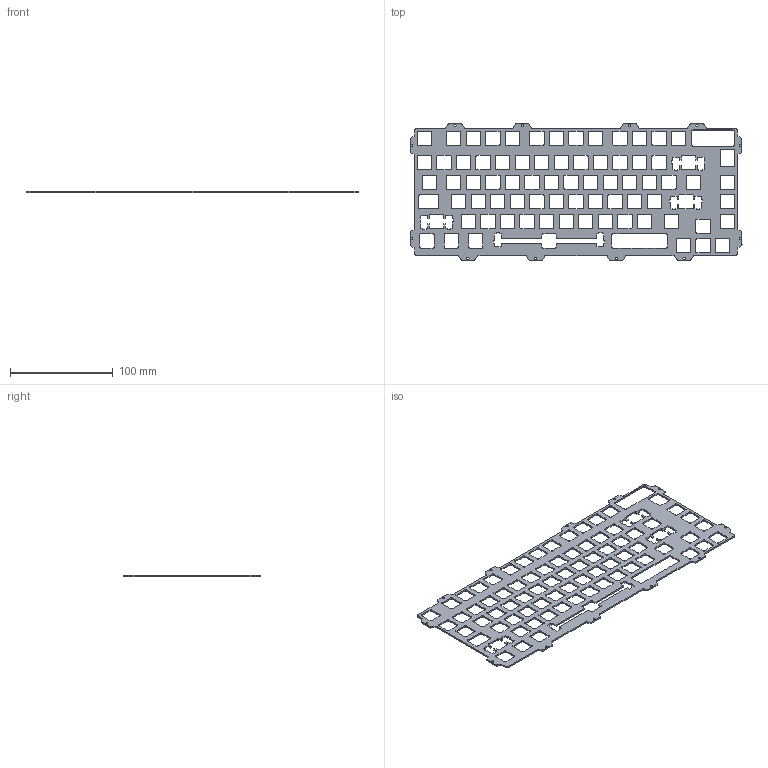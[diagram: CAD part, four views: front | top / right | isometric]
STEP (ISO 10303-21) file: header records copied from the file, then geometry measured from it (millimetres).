
FILE_DESCRIPTION(/* description */ (''),/* implementation_level */ '2;1');
FILE_NAME(/* name */ 'S75_ANSI_625_WK_BKSP_1.5mm.step',/* time_stamp */ '2024-01-11T20:36:48Z',/* author */ (''),/* organization */ (''),/* preprocessor_version */ 'ST-DEVELOPER v20',/* originating_system */ 'Autodesk Translation Framework v12.14.0.127',/* authorisation */ '');
FILE_SCHEMA (('AUTOMOTIVE_DESIGN { 1 0 10303 214 3 1 1 }'));
Length unit declared in the file: millimetre
Products named in the file (1): (Unsaved)
Bounding box: 323.38 x 132.89 x 1.5 mm (x, y, z)
Volume: 32770.3 mm3; surface area: 52620.4 mm2
Topology: 1 solids, 1 shells, 900 faces, 2694 edges, 1796 vertices
Faces by surface type: plane 508, cylinder 392
Full cylindrical faces by diameter (mm): 2.2 x12
Entity records: 30843 total; most frequent: CARTESIAN_POINT 5391, ORIENTED_EDGE 5388, DIRECTION 5280, EDGE_CURVE 2694, LINE 1910, VECTOR 1910, VERTEX_POINT 1796, AXIS2_PLACEMENT_3D 1685
